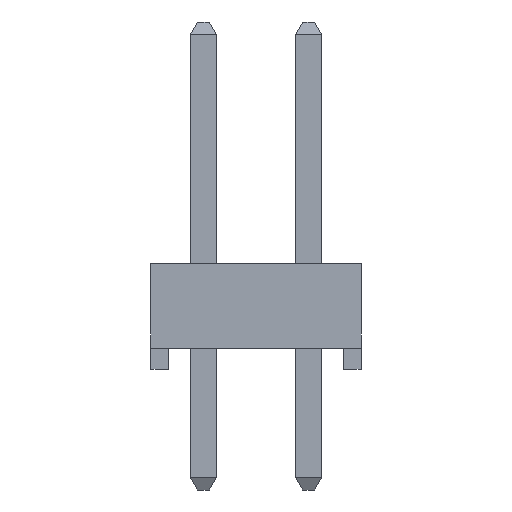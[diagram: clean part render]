
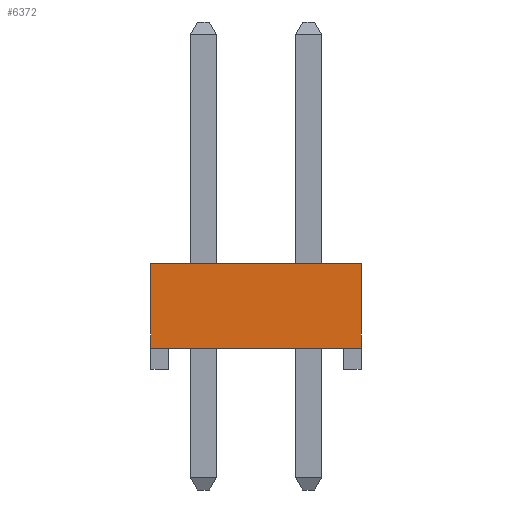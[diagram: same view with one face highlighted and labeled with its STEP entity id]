
A CAD part, left-side view. The second image highlights one B-rep face of the part: STEP entity #6372.
In plain terms, the highlighted planar face has unit normal (-1, 0, 0).
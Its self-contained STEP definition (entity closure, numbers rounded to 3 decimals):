
#68=FACE_OUTER_BOUND($,#480,.T.);
#480=EDGE_LOOP($,(#4205,#4206,#4207,#4208));
#905=LINE($,#9046,#1805);
#917=LINE($,#9071,#1817);
#918=LINE($,#9072,#1818);
#919=LINE($,#9073,#1819);
#1805=VECTOR($,#7314,5.08);
#1817=VECTOR($,#7328,5.08);
#1818=VECTOR($,#7329,2.032);
#1819=VECTOR($,#7330,2.032);
#2697=VERTEX_POINT($,#9043);
#2698=VERTEX_POINT($,#9045);
#2709=VERTEX_POINT($,#9069);
#2710=VERTEX_POINT($,#9070);
#3273=EDGE_CURVE($,#2697,#2698,#905,.T.);
#3285=EDGE_CURVE($,#2709,#2710,#917,.T.);
#3286=EDGE_CURVE($,#2698,#2710,#918,.T.);
#3287=EDGE_CURVE($,#2709,#2697,#919,.T.);
#4205=ORIENTED_EDGE($,*,*,#3285,.T.);
#4206=ORIENTED_EDGE($,*,*,#3286,.F.);
#4207=ORIENTED_EDGE($,*,*,#3273,.F.);
#4208=ORIENTED_EDGE($,*,*,#3287,.F.);
#5960=PLANE($,#6865);
#6372=ADVANCED_FACE($,(#68),#5960,.F.);
#6865=AXIS2_PLACEMENT_3D($,#9068,#7326,#7327);
#7314=DIRECTION($,(0.,1.,0.));
#7326=DIRECTION('center_axis',(1.,0.,0.));
#7327=DIRECTION('ref_axis',(0.,1.,0.));
#7328=DIRECTION($,(0.,1.,0.));
#7329=DIRECTION($,(0.,0.,1.));
#7330=DIRECTION($,(0.,0.,-1.));
#9043=CARTESIAN_POINT('',(-7.62,-2.54,0.508));
#9045=CARTESIAN_POINT('',(-7.62,2.54,0.508));
#9046=CARTESIAN_POINT($,(-7.62,0.,0.508));
#9068=CARTESIAN_POINT('Origin',(-7.62,0.,1.524));
#9069=CARTESIAN_POINT('',(-7.62,-2.54,2.54));
#9070=CARTESIAN_POINT('',(-7.62,2.54,2.54));
#9071=CARTESIAN_POINT($,(-7.62,0.,2.54));
#9072=CARTESIAN_POINT($,(-7.62,2.54,1.524));
#9073=CARTESIAN_POINT($,(-7.62,-2.54,1.524));
